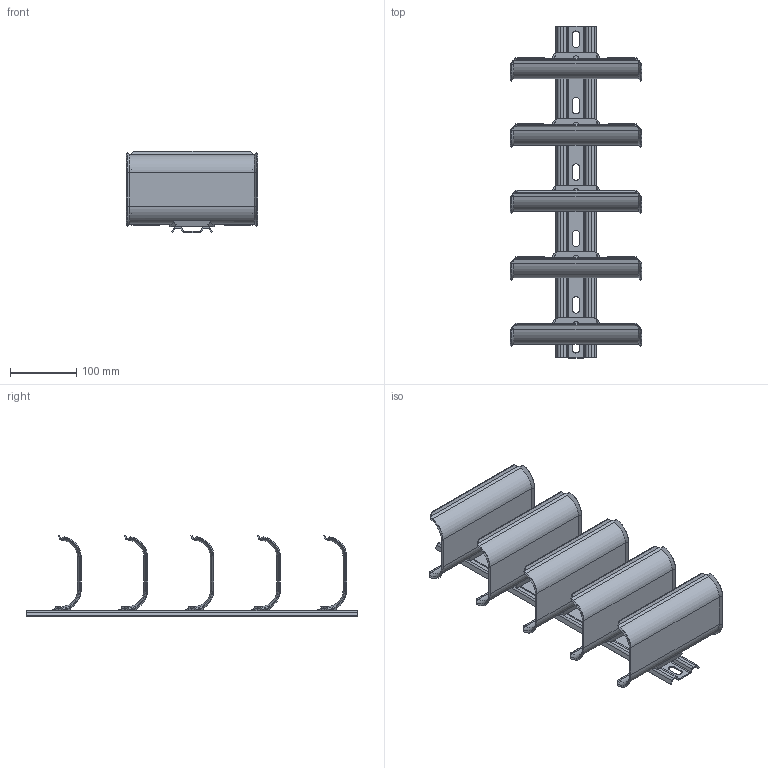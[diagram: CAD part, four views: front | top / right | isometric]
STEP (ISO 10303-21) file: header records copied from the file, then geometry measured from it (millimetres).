
FILE_DESCRIPTION((''),'2;1');
FILE_NAME('6006905_ASM','2014-10-30T',('AndreasKeweloh'),(''),'PRO/ENGINEER BY PARAMETRIC TECHNOLOGY CORPORATION, 2014000','PRO/ENGINEER BY PARAMETRIC TECHNOLOGY CORPORATION, 2014000','');
FILE_SCHEMA(('CONFIG_CONTROL_DESIGN'));
Length unit declared in the file: millimetre
Products named in the file (3): 046639_100; 068905_5-FACH; 6006905_ASM
Assembly tree (6 placements, depth 2):
  6006905_ASM
    046639_100  x5
    068905_5-FACH
Bounding box: 198 x 500 x 122.46 mm (x, y, z)
Volume: 362783.6 mm3; surface area: 375044.6 mm2
Topology: 6 solids, 6 shells, 813 faces, 2085 edges, 1329 vertices
Faces by surface type: plane 439, cylinder 234, cone 60, bspline 40, torus 20, extrusion 20
Entity records: 7849 total; most frequent: CARTESIAN_POINT 1916, ORIENTED_EDGE 1218, DIRECTION 1187, EDGE_CURVE 609, AXIS2_PLACEMENT_3D 408, VERTEX_POINT 381, VECTOR 371, LINE 367
